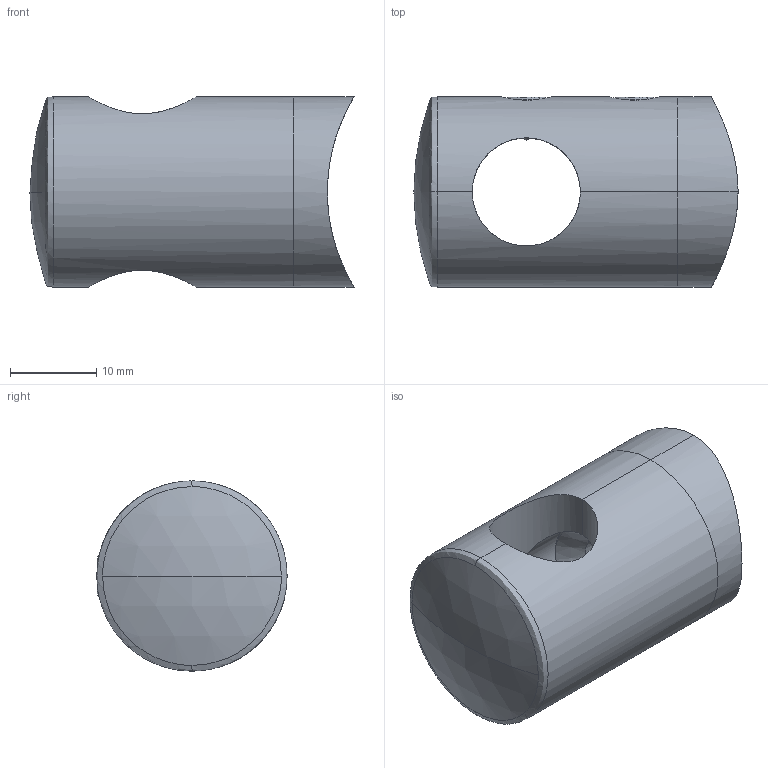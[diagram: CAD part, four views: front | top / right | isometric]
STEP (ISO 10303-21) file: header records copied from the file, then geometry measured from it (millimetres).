
FILE_DESCRIPTION (( 'STEP AP214' ), '1' );
FILE_NAME ('àðò. KRT322.STEP', '2014-07-17T04:15:24', ( '' ), ( '' ), 'SwSTEP 2.0', 'SolidWorks 2014', '' );
FILE_SCHEMA (( 'AUTOMOTIVE_DESIGN' ));
Length unit declared in the file: millimetre
Products named in the file (4): socket set screw cone point_am_B18.3.6M - M5 x 0.8 x 5 Hex Socket Cone Pt. SS --N; àðò. KRT322.001; àðò. KRT322.002; àðò. KRT322
Assembly tree (4 placements, depth 2):
  àðò. KRT322
    àðò. KRT322.001
    àðò. KRT322.002
    socket set screw cone point_am_B18.3.6M - M5 x 0.8 x 5 Hex Socket Cone Pt. SS --N  x2
Bounding box: 37.5 x 22 x 22 mm (x, y, z)
Volume: 9127.6 mm3; surface area: 5563.9 mm2
Topology: 4 solids, 4 shells, 78 faces, 176 edges, 105 vertices
Faces by surface type: cylinder 27, plane 21, cone 18, bspline 6, torus 4, sphere 2
Entity records: 5435 total; most frequent: CARTESIAN_POINT 3912, ORIENTED_EDGE 288, DIRECTION 279, EDGE_CURVE 144, AXIS2_PLACEMENT_3D 110, VERTEX_POINT 85, EDGE_LOOP 71, FACE_OUTER_BOUND 63
